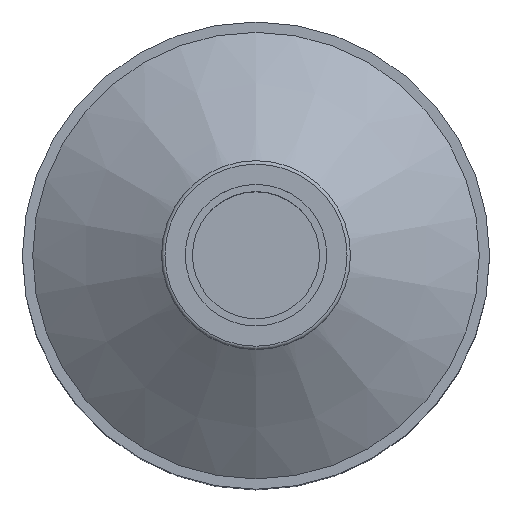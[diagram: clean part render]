
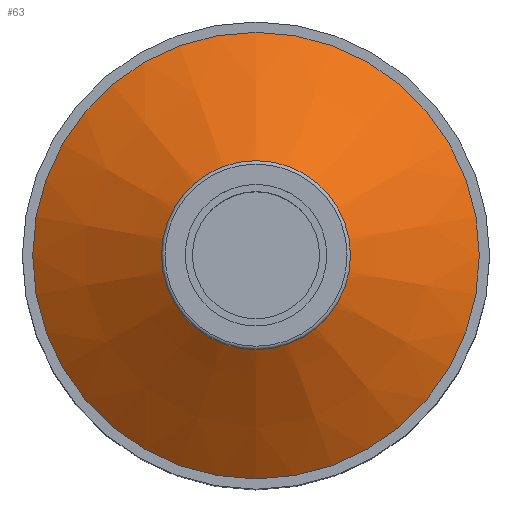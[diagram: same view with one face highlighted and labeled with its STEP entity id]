
A CAD part, top view. The second image highlights one B-rep face of the part: STEP entity #63.
In plain terms, the highlighted conical face has half-angle 56.014 degrees and reference radius 65 mm.
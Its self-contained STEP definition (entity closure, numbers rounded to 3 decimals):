
#50=CONICAL_SURFACE('',#353,65.,56.014);
#63=ADVANCED_FACE('',(#108,#109),#50,.T.);
#108=FACE_BOUND('',#161,.T.);
#109=FACE_BOUND('',#162,.T.);
#161=EDGE_LOOP('',(#215));
#162=EDGE_LOOP('',(#216));
#215=ORIENTED_EDGE('',*,*,#288,.F.);
#216=ORIENTED_EDGE('',*,*,#285,.T.);
#258=VERTEX_POINT('',#519);
#261=VERTEX_POINT('',#530);
#285=EDGE_CURVE('',#258,#258,#312,.T.);
#288=EDGE_CURVE('',#261,#261,#315,.T.);
#312=CIRCLE('',#344,65.);
#315=CIRCLE('',#352,20.5);
#344=AXIS2_PLACEMENT_3D('',#518,#411,#412);
#352=AXIS2_PLACEMENT_3D('',#529,#427,#428);
#353=AXIS2_PLACEMENT_3D('',#531,#429,#430);
#411=DIRECTION('',(0.,0.,1.));
#412=DIRECTION('',(0.,-1.,0.));
#427=DIRECTION('',(0.,0.,1.));
#428=DIRECTION('',(0.,-1.,0.));
#429=DIRECTION('',(0.,0.,-1.));
#430=DIRECTION('',(0.,1.,0.));
#518=CARTESIAN_POINT('',(0.,0.,135.5));
#519=CARTESIAN_POINT('',(0.,-65.,135.5));
#529=CARTESIAN_POINT('',(0.,0.,165.5));
#530=CARTESIAN_POINT('',(0.,-20.5,165.5));
#531=CARTESIAN_POINT('',(0.,0.,135.5));
